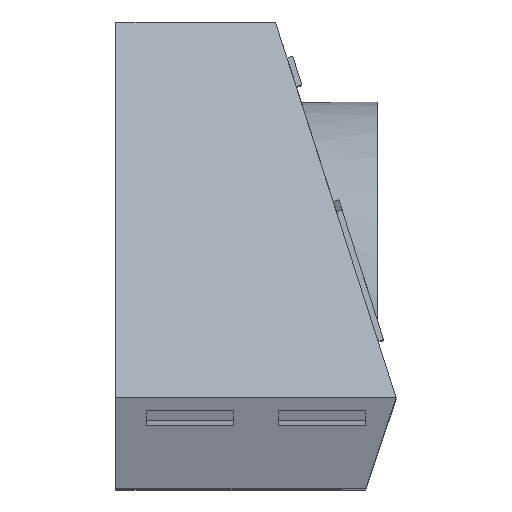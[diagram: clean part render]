
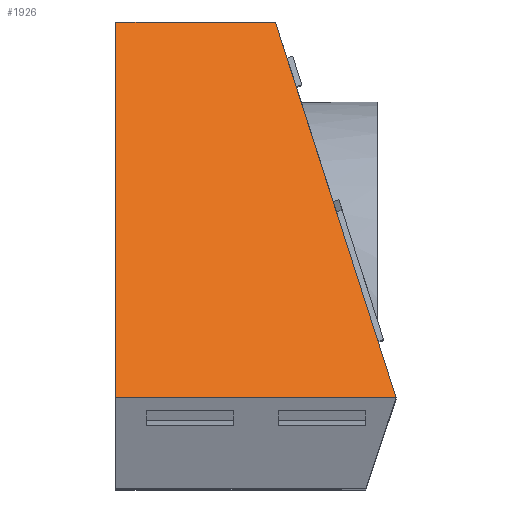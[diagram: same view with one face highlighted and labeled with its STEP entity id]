
A CAD part, top view. The second image highlights one B-rep face of the part: STEP entity #1926.
In plain terms, the highlighted planar face has unit normal (0, 0.527, 0.85).
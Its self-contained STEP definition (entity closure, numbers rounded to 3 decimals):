
#139=FACE_OUTER_BOUND('',#247,.T.);
#247=EDGE_LOOP('',(#1625,#1626,#1627,#1628));
#476=LINE('',#2961,#729);
#512=LINE('',#3044,#765);
#513=LINE('',#3046,#766);
#514=LINE('',#3047,#767);
#729=VECTOR('',#2426,10.);
#765=VECTOR('',#2502,10.);
#766=VECTOR('',#2503,10.);
#767=VECTOR('',#2504,10.);
#916=VERTEX_POINT('',#2959);
#917=VERTEX_POINT('',#2960);
#944=VERTEX_POINT('',#3043);
#945=VERTEX_POINT('',#3045);
#1156=EDGE_CURVE('',#916,#917,#476,.T.);
#1196=EDGE_CURVE('',#944,#916,#512,.T.);
#1197=EDGE_CURVE('',#945,#944,#513,.T.);
#1198=EDGE_CURVE('',#917,#945,#514,.T.);
#1625=ORIENTED_EDGE('',*,*,#1156,.F.);
#1626=ORIENTED_EDGE('',*,*,#1196,.F.);
#1627=ORIENTED_EDGE('',*,*,#1197,.F.);
#1628=ORIENTED_EDGE('',*,*,#1198,.F.);
#1820=PLANE('',#2040);
#1926=ADVANCED_FACE('',(#139),#1820,.F.);
#2040=AXIS2_PLACEMENT_3D('',#3042,#2500,#2501);
#2426=DIRECTION('',(0.263,-0.82,0.508));
#2500=DIRECTION('center_axis',(0.,-0.527,-0.85));
#2501=DIRECTION('ref_axis',(0.,0.85,-0.527));
#2502=DIRECTION('',(1.,0.,0.));
#2503=DIRECTION('',(0.,0.85,-0.527));
#2504=DIRECTION('',(-1.,0.,0.));
#2959=CARTESIAN_POINT('',(21.2,55.2,108.035));
#2960=CARTESIAN_POINT('',(37.22,5.204,139.035));
#2961=CARTESIAN_POINT('',(26.648,38.198,118.577));
#3042=CARTESIAN_POINT('Origin',(0.,5.204,139.035));
#3043=CARTESIAN_POINT('',(0.,55.2,108.035));
#3044=CARTESIAN_POINT('',(10.6,55.2,108.035));
#3045=CARTESIAN_POINT('',(0.,5.204,139.035));
#3046=CARTESIAN_POINT('',(0.,54.394,108.535));
#3047=CARTESIAN_POINT('',(9.305,5.204,139.035));
